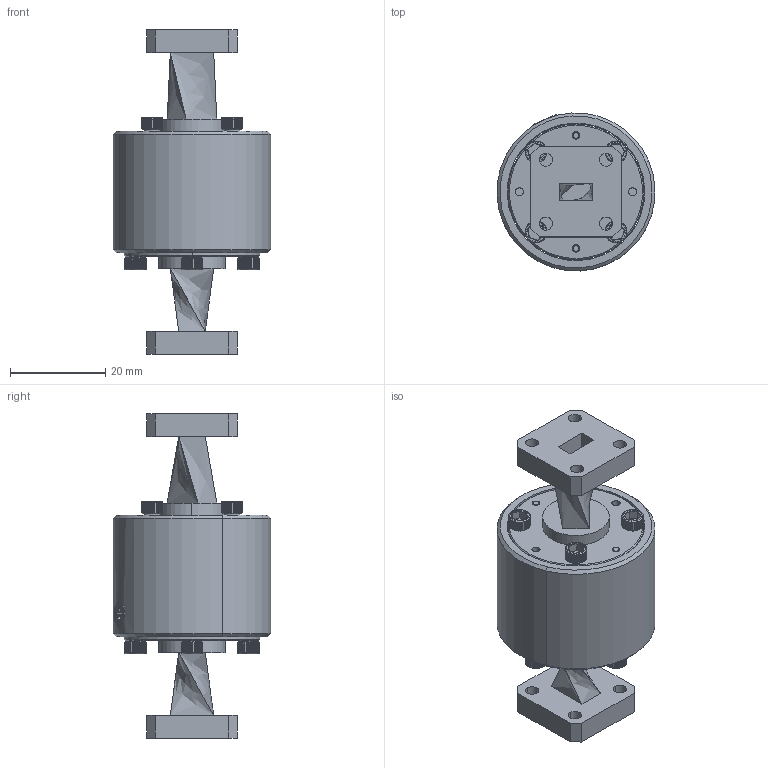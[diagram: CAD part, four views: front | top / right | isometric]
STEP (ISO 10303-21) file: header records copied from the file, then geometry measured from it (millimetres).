
FILE_DESCRIPTION (( 'STEP AP203' ), '1' );
FILE_NAME ('STF-28-91.STEP', '2021-05-19T18:49:10', ( '' ), ( '' ), 'SwSTEP 2.0', 'SolidWorks 2021', '' );
FILE_SCHEMA (( 'CONFIG_CONTROL_DESIGN' ));
Length unit declared in the file: inch
Products named in the file (1): STF-28-91
Bounding box: 33.23 x 33.23 x 68.33 mm (x, y, z)
Volume: 20918.2 mm3; surface area: 18500.1 mm2
Topology: 25 solids, 25 shells, 1712 faces, 4683 edges, 3061 vertices
Faces by surface type: plane 932, cylinder 586, cone 143, bspline 35, torus 16
Entity records: 61952 total; most frequent: CARTESIAN_POINT 21553, ORIENTED_EDGE 9358, DIRECTION 7208, EDGE_CURVE 4679, VERTEX_POINT 3061, AXIS2_PLACEMENT_3D 2730, EDGE_LOOP 1844, LINE 1748
